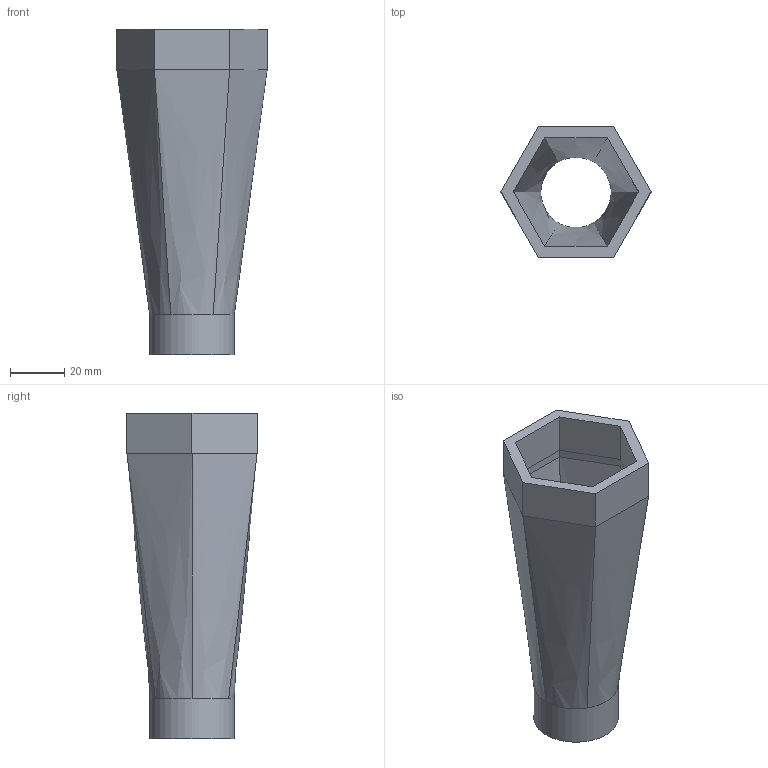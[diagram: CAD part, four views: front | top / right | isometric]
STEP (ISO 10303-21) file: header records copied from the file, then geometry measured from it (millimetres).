
FILE_DESCRIPTION(/* description */ (''),/* implementation_level */ '2;1');
FILE_NAME(/* name */ 'Post.step',/* time_stamp */ '2023-01-15T18:49:39-07:00',/* author */ (''),/* organization */ (''),/* preprocessor_version */ 'ST-DEVELOPER v19.2',/* originating_system */ 'Autodesk Translation Framework v11.17.0.187',/* authorisation */ '');
FILE_SCHEMA (('AUTOMOTIVE_DESIGN { 1 0 10303 214 3 1 1 }'));
Length unit declared in the file: millimetre
Products named in the file (1): Post
Bounding box: 55.43 x 48 x 120 mm (x, y, z)
Volume: 45016.2 mm3; surface area: 31472.2 mm2
Topology: 2 solids, 2 shells, 38 faces, 95 edges, 63 vertices
Faces by surface type: plane 24, bspline 12, cylinder 2
Full cylindrical faces by diameter (mm): 27.25 x1, 31.25 x1
Entity records: 1448 total; most frequent: CARTESIAN_POINT 557, ORIENTED_EDGE 190, DIRECTION 140, EDGE_CURVE 95, LINE 68, VECTOR 68, VERTEX_POINT 63, EDGE_LOOP 44
